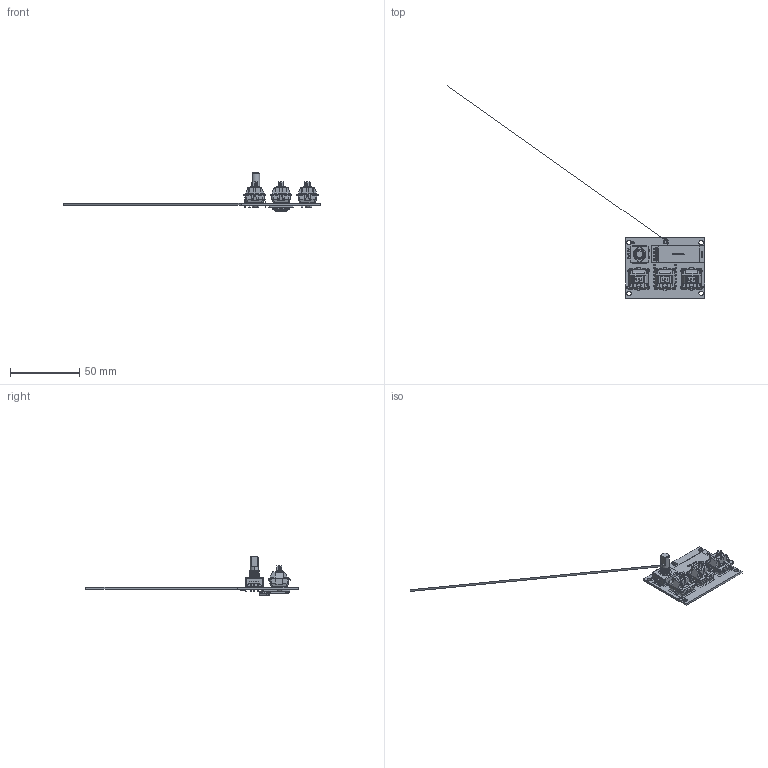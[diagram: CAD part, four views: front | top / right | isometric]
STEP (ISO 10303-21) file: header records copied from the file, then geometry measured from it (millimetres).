
FILE_DESCRIPTION(('KiCad electronic assembly'),'2;1');
FILE_NAME('HackpadPractice.step','2026-02-10T22:51:44',('Pcbnew'),( 'Kicad'),'Open CASCADE STEP processor 7.9','KiCad to STEP converter' ,'Unknown');
FILE_SCHEMA(('AUTOMOTIVE_DESIGN { 1 0 10303 214 1 1 1 1 }'));
Length unit declared in the file: millimetre
Products named in the file (8): HackpadPractice 1; MX1A-11NN--3DModel-STEP-510211; SK6812MINI-E--3DModel-STEP-418109; PEC11R-4215F-S0024--3DModel-STEP-56544; 102010428--3DModel-STEP-269445; HackpadPractice_silkscreen; HackpadPractice_PCB
Assembly tree (9 placements, depth 2):
  HackpadPractice 1
    MX1A-11NN--3DModel-STEP-510211  x3
    SK6812MINI-E--3DModel-STEP-418109
    PEC11R-4215F-S0024--3DModel-STEP-56544
    102010428--3DModel-STEP-269445
    HackpadPractice_silkscreen
    HackpadPractice_silkscreen
    HackpadPractice_PCB
Bounding box: 185.54 x 152.96 x 28.09 mm (x, y, z)
Volume: 10195.1 mm3; surface area: 14811.8 mm2
Topology: 98 solids, 179 shells, 2407 faces, 7476 edges, 5335 vertices
Faces by surface type: plane 1840, cylinder 460, cone 70, sphere 24, bspline 9, torus 4
Full cylindrical faces by diameter (mm): 1 x23, 1.5 x6, 1.7 x6, 3.2 x4, 4 x3
Entity records: 72275 total; most frequent: CARTESIAN_POINT 14514, DIRECTION 11394, ORIENTED_EDGE 11093, EDGE_CURVE 6280, LINE 4932, VECTOR 4932, VERTEX_POINT 4567, AXIS2_PLACEMENT_3D 3231
